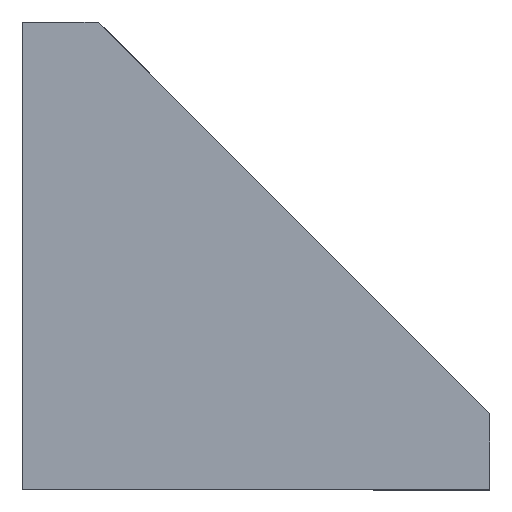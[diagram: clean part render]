
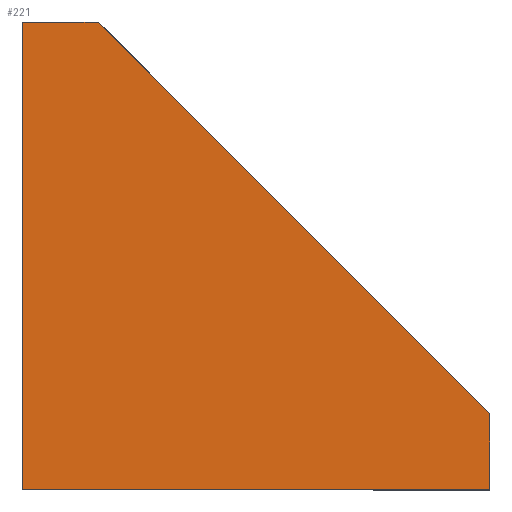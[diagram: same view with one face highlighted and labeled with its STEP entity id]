
A CAD part, top view. The second image highlights one B-rep face of the part: STEP entity #221.
In plain terms, the highlighted planar face has unit normal (0, 0, 1).
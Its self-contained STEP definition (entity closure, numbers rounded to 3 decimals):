
#221=ADVANCED_FACE('',(#263),#264,.F.);
#263=FACE_OUTER_BOUND('',#324,.T.);
#264=PLANE('',#325);
#324=EDGE_LOOP('',(#456,#457,#458,#459,#460));
#325=AXIS2_PLACEMENT_3D('',#461,#462,#463);
#456=ORIENTED_EDGE('',*,*,#655,.F.);
#457=ORIENTED_EDGE('',*,*,#624,.T.);
#458=ORIENTED_EDGE('',*,*,#656,.F.);
#459=ORIENTED_EDGE('',*,*,#635,.T.);
#460=ORIENTED_EDGE('',*,*,#618,.T.);
#461=CARTESIAN_POINT('',(0.0,0.0,9.0));
#462=DIRECTION('',(0.0,0.0,-1.0));
#463=DIRECTION('',(-1.0,0.0,0.0));
#618=EDGE_CURVE('',#712,#710,#713,.T.);
#624=EDGE_CURVE('',#723,#724,#725,.T.);
#635=EDGE_CURVE('',#741,#712,#744,.T.);
#655=EDGE_CURVE('',#723,#710,#780,.T.);
#656=EDGE_CURVE('',#741,#724,#781,.T.);
#710=VERTEX_POINT('',#848);
#712=VERTEX_POINT('',#851);
#713=LINE('',#852,#853);
#723=VERTEX_POINT('',#868);
#724=VERTEX_POINT('',#869);
#725=LINE('',#870,#871);
#741=VERTEX_POINT('',#892);
#744=LINE('',#897,#898);
#780=LINE('',#946,#947);
#781=LINE('',#948,#949);
#848=CARTESIAN_POINT('',(40.0,0.0,9.0));
#851=CARTESIAN_POINT('',(0.,0.0,9.0));
#852=CARTESIAN_POINT('',(23.25,0.0,9.0));
#853=VECTOR('',#1012,1.0);
#868=CARTESIAN_POINT('',(40.0,6.5,9.0));
#869=CARTESIAN_POINT('',(6.5,40.0,9.0));
#870=CARTESIAN_POINT('',(43.0,3.5,9.0));
#871=VECTOR('',#1018,1.0);
#892=CARTESIAN_POINT('',(0.,40.0,9.0));
#897=CARTESIAN_POINT('',(0.0,23.25,9.0));
#898=VECTOR('',#1035,1.0);
#946=CARTESIAN_POINT('',(40.0,0.,9.0));
#947=VECTOR('',#1069,1.0);
#948=CARTESIAN_POINT('',(0.,40.0,9.0));
#949=VECTOR('',#1070,1.0);
#1012=DIRECTION('',(1.0,0.,0.0));
#1018=DIRECTION('',(-0.707,0.707,0.0));
#1035=DIRECTION('',(0.,-1.0,0.0));
#1069=DIRECTION('',(0.,-1.0,0.0));
#1070=DIRECTION('',(1.0,0.,0.0));
